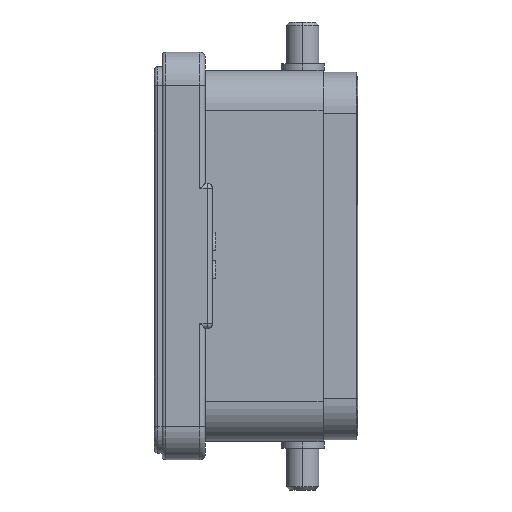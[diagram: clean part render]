
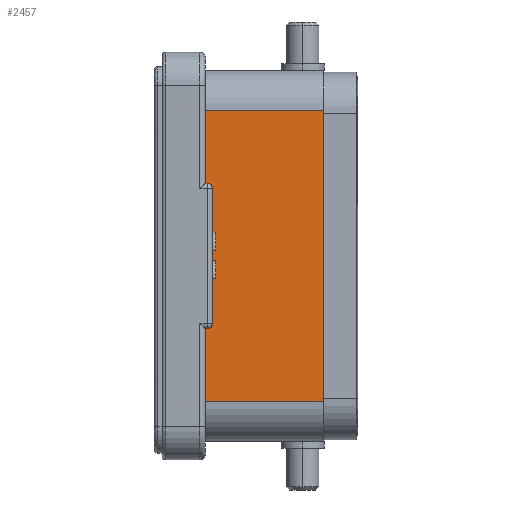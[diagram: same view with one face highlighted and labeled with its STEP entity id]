
A CAD part, left-side view. The second image highlights one B-rep face of the part: STEP entity #2457.
In plain terms, the highlighted planar face has unit normal (-1, 0, 0).
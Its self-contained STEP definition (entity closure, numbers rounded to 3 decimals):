
#834=LINE('',#16418,#1685);
#835=LINE('',#16424,#1686);
#878=LINE('',#16599,#1729);
#879=LINE('',#16606,#1730);
#880=LINE('',#16608,#1731);
#881=LINE('',#16609,#1732);
#882=LINE('',#16611,#1733);
#883=LINE('',#16615,#1734);
#1685=VECTOR('',#12807,1.);
#1686=VECTOR('',#12814,1.);
#1729=VECTOR('',#13021,1.);
#1730=VECTOR('',#13028,1.);
#1731=VECTOR('',#13029,1.);
#1732=VECTOR('',#13030,1.);
#1733=VECTOR('',#13031,1.);
#1734=VECTOR('',#13034,1.);
#2457=ADVANCED_FACE('',(#3278),#2925,.T.);
#2925=PLANE('',#11000);
#3278=FACE_OUTER_BOUND('',#3850,.T.);
#3850=EDGE_LOOP('',(#5332,#5333,#5334,#5335,#5336,#5337,#5338,#5339,#5340,
#5341));
#5332=ORIENTED_EDGE('',*,*,#8981,.F.);
#5333=ORIENTED_EDGE('',*,*,#8982,.T.);
#5334=ORIENTED_EDGE('',*,*,#8983,.T.);
#5335=ORIENTED_EDGE('',*,*,#8892,.T.);
#5336=ORIENTED_EDGE('',*,*,#8889,.T.);
#5337=ORIENTED_EDGE('',*,*,#8979,.T.);
#5338=ORIENTED_EDGE('',*,*,#8984,.T.);
#5339=ORIENTED_EDGE('',*,*,#8985,.T.);
#5340=ORIENTED_EDGE('',*,*,#8986,.F.);
#5341=ORIENTED_EDGE('',*,*,#8987,.F.);
#7734=VERTEX_POINT('',#16415);
#7735=VERTEX_POINT('',#16419);
#7737=VERTEX_POINT('',#16425);
#7787=VERTEX_POINT('',#16600);
#7788=VERTEX_POINT('',#16604);
#7789=VERTEX_POINT('',#16605);
#7790=VERTEX_POINT('',#16607);
#7791=VERTEX_POINT('',#16610);
#7792=VERTEX_POINT('',#16612);
#7793=VERTEX_POINT('',#16614);
#8889=EDGE_CURVE('',#7735,#7734,#834,.T.);
#8892=EDGE_CURVE('',#7737,#7735,#835,.T.);
#8979=EDGE_CURVE('',#7734,#7787,#878,.T.);
#8981=EDGE_CURVE('',#7788,#7789,#10144,.T.);
#8982=EDGE_CURVE('',#7788,#7790,#879,.T.);
#8983=EDGE_CURVE('',#7790,#7737,#880,.T.);
#8984=EDGE_CURVE('',#7787,#7791,#881,.T.);
#8985=EDGE_CURVE('',#7791,#7792,#882,.T.);
#8986=EDGE_CURVE('',#7793,#7792,#10145,.T.);
#8987=EDGE_CURVE('',#7789,#7793,#883,.T.);
#10144=CIRCLE('',#10998,0.8);
#10145=CIRCLE('',#10999,0.8);
#10998=AXIS2_PLACEMENT_3D('',#16603,#13026,#13027);
#10999=AXIS2_PLACEMENT_3D('',#16613,#13032,#13033);
#11000=AXIS2_PLACEMENT_3D('',#16616,#13035,#13036);
#12807=DIRECTION('',(0.,0.,1.));
#12814=DIRECTION('',(0.,-1.,0.));
#13021=DIRECTION('',(0.,1.,0.));
#13026=DIRECTION('',(-1.,0.,0.));
#13027=DIRECTION('',(0.,0.,-1.));
#13028=DIRECTION('',(0.,1.,0.));
#13029=DIRECTION('',(0.,0.,-1.));
#13030=DIRECTION('',(0.,0.,-1.));
#13031=DIRECTION('',(0.,-1.,0.));
#13032=DIRECTION('',(-1.,0.,0.));
#13033=DIRECTION('',(0.,-1.,0.));
#13034=DIRECTION('',(0.,0.,1.));
#13035=DIRECTION('',(-1.,0.,0.));
#13036=DIRECTION('',(0.,0.,1.));
#16415=CARTESIAN_POINT('',(-41.,-17.78,22.));
#16418=CARTESIAN_POINT('',(-41.,-17.78,-22.));
#16419=CARTESIAN_POINT('',(-41.,-17.78,-22.));
#16424=CARTESIAN_POINT('',(-41.,0.,-22.));
#16425=CARTESIAN_POINT('',(-41.,0.,-22.));
#16599=CARTESIAN_POINT('',(-41.,-17.78,22.));
#16600=CARTESIAN_POINT('',(-41.,0.,22.));
#16603=CARTESIAN_POINT('',(-41.,-0.3,-10.2));
#16604=CARTESIAN_POINT('',(-41.,-0.3,-11.));
#16605=CARTESIAN_POINT('',(-41.,-1.1,-10.2));
#16606=CARTESIAN_POINT('',(-41.,-0.3,-11.));
#16607=CARTESIAN_POINT('',(-41.,0.,-11.));
#16608=CARTESIAN_POINT('',(-41.,0.,-11.));
#16609=CARTESIAN_POINT('',(-41.,0.,22.));
#16610=CARTESIAN_POINT('',(-41.,0.,11.));
#16611=CARTESIAN_POINT('',(-41.,0.,11.));
#16612=CARTESIAN_POINT('',(-41.,-0.3,11.));
#16613=CARTESIAN_POINT('',(-41.,-0.3,10.2));
#16614=CARTESIAN_POINT('',(-41.,-1.1,10.2));
#16615=CARTESIAN_POINT('',(-41.,-1.1,-10.2));
#16616=CARTESIAN_POINT('',(-41.,0.,28.));
